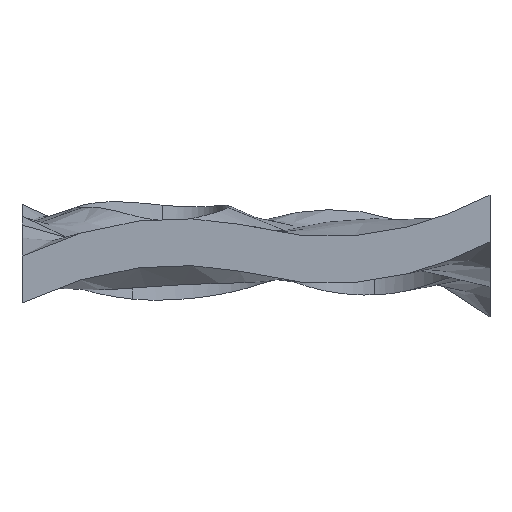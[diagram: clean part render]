
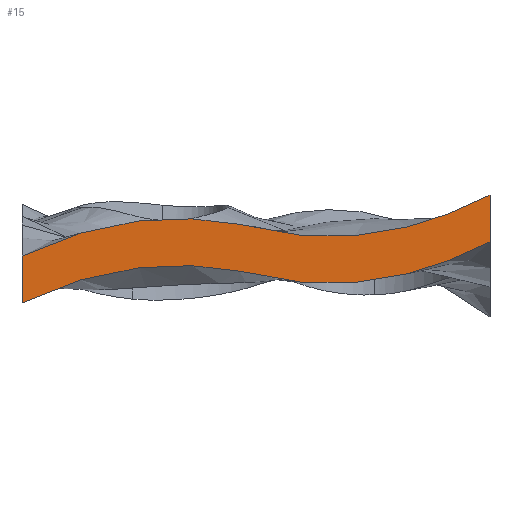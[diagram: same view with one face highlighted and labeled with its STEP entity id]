
A CAD part, front view. The second image highlights one B-rep face of the part: STEP entity #15.
In plain terms, the highlighted planar face has unit normal (0, -1, 0).
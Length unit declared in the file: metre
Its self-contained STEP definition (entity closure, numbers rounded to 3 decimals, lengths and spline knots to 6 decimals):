
#15=ADVANCED_FACE('',(#33),#202,.T.);
#33=FACE_OUTER_BOUND('',#48,.T.);
#48=EDGE_LOOP('',(#72,#73,#74,#75));
#72=ORIENTED_EDGE('',*,*,#131,.F.);
#73=ORIENTED_EDGE('',*,*,#130,.F.);
#74=ORIENTED_EDGE('',*,*,#129,.F.);
#75=ORIENTED_EDGE('',*,*,#122,.T.);
#122=EDGE_CURVE('',#182,#183,#152,.T.);
#129=EDGE_CURVE('',#182,#189,#159,.T.);
#130=EDGE_CURVE('',#189,#190,#160,.T.);
#131=EDGE_CURVE('',#190,#183,#161,.T.);
#152=B_SPLINE_CURVE_WITH_KNOTS('',2,(#680,#681,#682,#683),.UNSPECIFIED.,
 .F.,.F.,(3,1,3),(0.,50.,100.),.UNSPECIFIED.);
#159=B_SPLINE_CURVE_WITH_KNOTS('',1,(#775,#776),.UNSPECIFIED.,.F.,.F.,(2,
2),(0.,10.),.UNSPECIFIED.);
#160=B_SPLINE_CURVE_WITH_KNOTS('',2,(#777,#778,#779,#780),.UNSPECIFIED.,
 .F.,.F.,(3,1,3),(0.,50.,100.),.UNSPECIFIED.);
#161=B_SPLINE_CURVE_WITH_KNOTS('',1,(#781,#782),.UNSPECIFIED.,.F.,.F.,(2,
2),(-10.,0.),.UNSPECIFIED.);
#182=VERTEX_POINT('',#660);
#183=VERTEX_POINT('',#661);
#189=VERTEX_POINT('',#667);
#190=VERTEX_POINT('',#668);
#202=PLANE('',#302);
#302=AXIS2_PLACEMENT_3D('',#332,#309,$);
#309=DIRECTION('',(0.,-1.,0.));
#332=CARTESIAN_POINT('',(100.,0.,8.));
#660=CARTESIAN_POINT('',(0.,0.,-5.));
#661=CARTESIAN_POINT('',(100.,0.,8.));
#667=CARTESIAN_POINT('',(0.,0.,5.));
#668=CARTESIAN_POINT('',(100.,0.,18.));
#680=CARTESIAN_POINT('',(0.,0.,-5.));
#681=CARTESIAN_POINT('',(25.,0.,7.));
#682=CARTESIAN_POINT('',(75.,0.,-5.));
#683=CARTESIAN_POINT('',(100.,0.,8.));
#775=CARTESIAN_POINT('',(0.,0.,-5.));
#776=CARTESIAN_POINT('',(0.,0.,5.));
#777=CARTESIAN_POINT('',(0.,0.,5.));
#778=CARTESIAN_POINT('',(25.,0.,17.));
#779=CARTESIAN_POINT('',(75.,0.,5.));
#780=CARTESIAN_POINT('',(100.,0.,18.));
#781=CARTESIAN_POINT('',(100.,0.,18.));
#782=CARTESIAN_POINT('',(100.,0.,8.));
